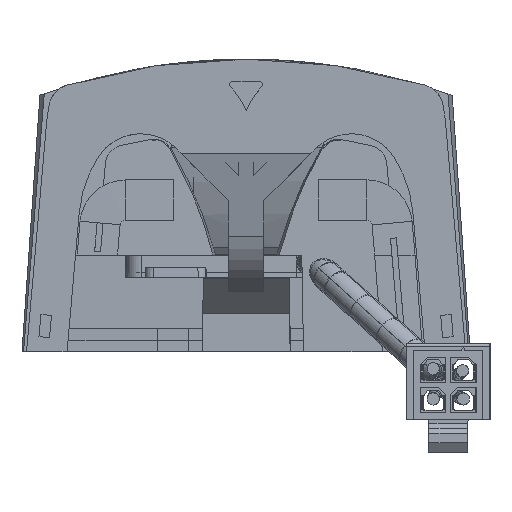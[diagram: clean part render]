
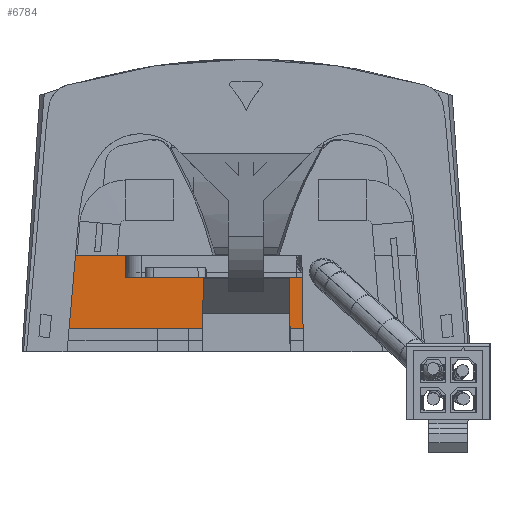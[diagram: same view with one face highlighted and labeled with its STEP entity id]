
A CAD part, front view. The second image highlights one B-rep face of the part: STEP entity #6784.
In plain terms, the highlighted planar face has unit normal (0, -1, -0.018).
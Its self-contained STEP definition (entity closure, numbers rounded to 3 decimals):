
#26 = DIRECTION ( 'NONE',  ( -1., 0., 0. ) ) ;
#1315 = CARTESIAN_POINT ( 'NONE',  ( 4.357, 86.955, 2.3 ) ) ;
#1786 = CARTESIAN_POINT ( 'NONE',  ( -18.524, 86.586, 23.435 ) ) ;
#2053 = CARTESIAN_POINT ( 'NONE',  ( -21.181, 86.892, 5.894 ) ) ;
#2144 = LINE ( 'NONE', #19357, #20561 ) ;
#3869 = CARTESIAN_POINT ( 'NONE',  ( -4.317, 86.955, 2.3 ) ) ;
#4743 = DIRECTION ( 'NONE',  ( 1., 0., 0. ) ) ;
#5412 = VECTOR ( 'NONE', #26, 1000. ) ;
#5477 = CARTESIAN_POINT ( 'NONE',  ( 19.067, 86.589, 23.247 ) ) ;
#5897 = DIRECTION ( 'NONE',  ( -0.017, -0.017, 1. ) ) ;
#6784 = ADVANCED_FACE ( 'NONE', ( #7593 ), #16756, .F. ) ;
#7324 = VERTEX_POINT ( 'NONE', #11666 ) ;
#7593 = FACE_OUTER_BOUND ( 'NONE', #20730, .T. ) ;
#7687 = DIRECTION ( 'NONE',  ( -0.017, 0.017, -1. ) ) ;
#7829 = VERTEX_POINT ( 'NONE', #1786 ) ;
#7975 = CARTESIAN_POINT ( 'NONE',  ( 6.796, 86.514, 27.56 ) ) ;
#8185 = LINE ( 'NONE', #8751, #31832 ) ;
#8385 = CARTESIAN_POINT ( 'NONE',  ( 19.371, 86.893, 5.861 ) ) ;
#8751 = CARTESIAN_POINT ( 'NONE',  ( -4.317, 86.955, 2.3 ) ) ;
#8805 = LINE ( 'NONE', #17218, #5412 ) ;
#9225 = ORIENTED_EDGE ( 'NONE', *, *, #16189, .T. ) ;
#9247 = ORIENTED_EDGE ( 'NONE', *, *, #15800, .F. ) ;
#9397 = VERTEX_POINT ( 'NONE', #1315 ) ;
#9984 = LINE ( 'NONE', #12861, #15647 ) ;
#10439 = ORIENTED_EDGE ( 'NONE', *, *, #22679, .T. ) ;
#11666 = CARTESIAN_POINT ( 'NONE',  ( 19.433, 86.955, 2.3 ) ) ;
#12102 = EDGE_CURVE ( 'NONE', #21585, #30565, #25564, .T. ) ;
#12270 = VERTEX_POINT ( 'NONE', #21714 ) ;
#12861 = CARTESIAN_POINT ( 'NONE',  ( -18.893, 86.955, 2.291 ) ) ;
#12979 = VERTEX_POINT ( 'NONE', #14961 ) ;
#13514 = CARTESIAN_POINT ( 'NONE',  ( -18.524, 86.586, 23.435 ) ) ;
#13665 = VECTOR ( 'NONE', #21951, 1000. ) ;
#13675 = VECTOR ( 'NONE', #29839, 1000. ) ;
#13913 = CARTESIAN_POINT ( 'NONE',  ( -4.317, 86.955, 2.3 ) ) ;
#14961 = CARTESIAN_POINT ( 'NONE',  ( -4.23, 86.868, 7.294 ) ) ;
#15306 = EDGE_CURVE ( 'NONE', #7829, #12270, #34741, .T. ) ;
#15476 = ORIENTED_EDGE ( 'NONE', *, *, #15306, .F. ) ;
#15647 = VECTOR ( 'NONE', #7687, 1000. ) ;
#15800 = EDGE_CURVE ( 'NONE', #9397, #36084, #2144, .T. ) ;
#16189 = EDGE_CURVE ( 'NONE', #7324, #12270, #17757, .T. ) ;
#16226 = CARTESIAN_POINT ( 'NONE',  ( 4.27, 86.868, 7.294 ) ) ;
#16290 = DIRECTION ( 'NONE',  ( -0.017, -0.017, 1. ) ) ;
#16756 = PLANE ( 'NONE',  #22707 ) ;
#16787 = DIRECTION ( 'NONE',  ( 0.017, -0.017, 1. ) ) ;
#17218 = CARTESIAN_POINT ( 'NONE',  ( 4.27, 86.868, 7.294 ) ) ;
#17757 = LINE ( 'NONE', #8385, #27260 ) ;
#19357 = CARTESIAN_POINT ( 'NONE',  ( 4.357, 86.955, 2.3 ) ) ;
#19517 = ORIENTED_EDGE ( 'NONE', *, *, #36204, .T. ) ;
#20561 = VECTOR ( 'NONE', #16290, 1000. ) ;
#20730 = EDGE_LOOP ( 'NONE', ( #10439, #9225, #15476, #23412, #31304, #19517, #29529, #9247 ) ) ;
#21128 = CARTESIAN_POINT ( 'NONE',  ( -18.893, 86.955, 2.3 ) ) ;
#21585 = VERTEX_POINT ( 'NONE', #21128 ) ;
#21714 = CARTESIAN_POINT ( 'NONE',  ( 19.067, 86.589, 23.247 ) ) ;
#21951 = DIRECTION ( 'NONE',  ( 1., 0., 0. ) ) ;
#22679 = EDGE_CURVE ( 'NONE', #9397, #7324, #29083, .T. ) ;
#22707 = AXIS2_PLACEMENT_3D ( 'NONE', #2053, #28373, #4743 ) ;
#23412 = ORIENTED_EDGE ( 'NONE', *, *, #27722, .T. ) ;
#23931 = CARTESIAN_POINT ( 'NONE',  ( 18.183, 86.955, 2.3 ) ) ;
#25169 = CARTESIAN_POINT ( 'NONE',  ( -6.21, 86.513, 27.625 ) ) ;
#25564 = LINE ( 'NONE', #13913, #13665 ) ;
#27260 = VECTOR ( 'NONE', #5897, 1000. ) ;
#27722 = EDGE_CURVE ( 'NONE', #7829, #21585, #9984, .T. ) ;
#28373 = DIRECTION ( 'NONE',  ( 0., 1., 0.017 ) ) ;
#29083 = LINE ( 'NONE', #23931, #13675 ) ;
#29529 = ORIENTED_EDGE ( 'NONE', *, *, #30722, .F. ) ;
#29839 = DIRECTION ( 'NONE',  ( 1., 0., 0. ) ) ;
#30565 = VERTEX_POINT ( 'NONE', #3869 ) ;
#30722 = EDGE_CURVE ( 'NONE', #36084, #12979, #8805, .T. ) ;
#31304 = ORIENTED_EDGE ( 'NONE', *, *, #12102, .T. ) ;
#31832 = VECTOR ( 'NONE', #16787, 1000. ) ;
#34741 =( BOUNDED_CURVE ( )  B_SPLINE_CURVE ( 3, ( #13514, #25169, #7975, #5477 ),
 .UNSPECIFIED., .F., .F. ) 
 B_SPLINE_CURVE_WITH_KNOTS ( ( 4, 4 ),
 ( 5.955, 6.621 ),
 .UNSPECIFIED. ) 
 CURVE ( )  GEOMETRIC_REPRESENTATION_ITEM ( )  RATIONAL_B_SPLINE_CURVE ( ( 1., 0.963, 0.963, 1. ) ) 
 REPRESENTATION_ITEM ( '' )  );
#36084 = VERTEX_POINT ( 'NONE', #16226 ) ;
#36204 = EDGE_CURVE ( 'NONE', #30565, #12979, #8185, .T. ) ;
